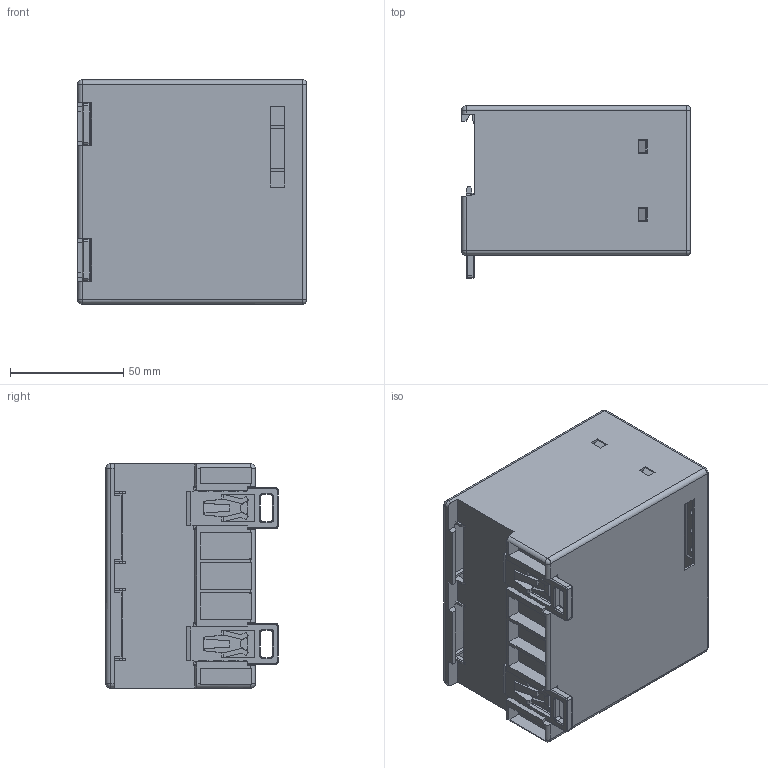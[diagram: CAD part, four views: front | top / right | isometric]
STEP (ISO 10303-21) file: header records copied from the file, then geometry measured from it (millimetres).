
FILE_DESCRIPTION(('CATIA V5 STEP Exchange'),'2;1');
FILE_NAME('1SDH002308A1003.stp','2023-05-19T12:45:37+00:00',('none'),('none'),'CATIA Version 5-6 Release 2014 SP7','CATIA V5 STEP AP203','none');
FILE_SCHEMA(('CONFIG_CONTROL_DESIGN'));
Length unit declared in the file: millimetre
Products named in the file (1): 1SDH002308A1003
Bounding box: 101.05 x 76.11 x 99 mm (x, y, z)
Volume: 90628 mm3; surface area: 101145.9 mm2
Topology: 1 solids, 1 shells, 964 faces, 2752 edges, 1779 vertices
Faces by surface type: plane 647, cylinder 262, torus 24, cone 16, bspline 8, sphere 7
Entity records: 32253 total; most frequent: CARTESIAN_POINT 7656, ORIENTED_EDGE 5504, DIRECTION 4419, EDGE_CURVE 2752, VECTOR 2147, LINE 2147, VERTEX_POINT 1779, AXIS2_PLACEMENT_3D 1336
